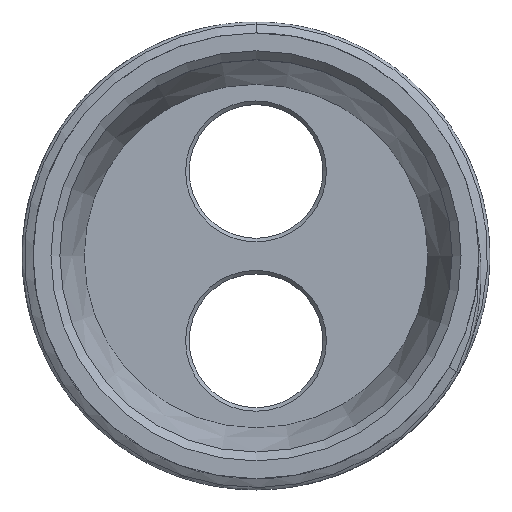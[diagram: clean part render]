
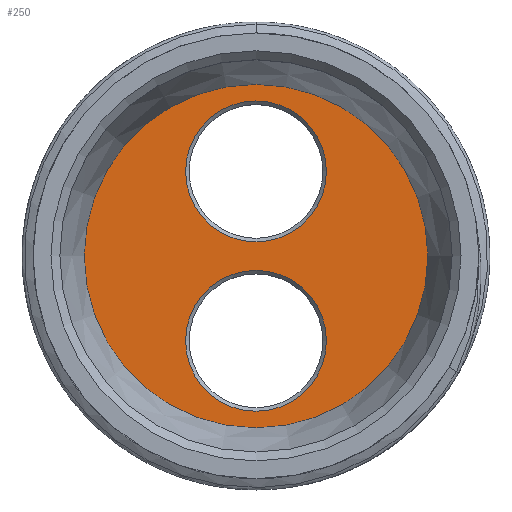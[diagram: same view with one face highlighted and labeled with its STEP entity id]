
A CAD part, top view. The second image highlights one B-rep face of the part: STEP entity #250.
In plain terms, the highlighted planar face has unit normal (0, 0, 1).
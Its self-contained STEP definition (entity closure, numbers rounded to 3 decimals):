
#94 = CONICAL_SURFACE('',#95,22.,0.349);
#95 = AXIS2_PLACEMENT_3D('',#96,#97,#98);
#96 = CARTESIAN_POINT('',(0.,0.,7.5));
#97 = DIRECTION('',(0.,0.,1.));
#98 = DIRECTION('',(1.,0.,0.));
#166 = VERTEX_POINT('',#167);
#167 = CARTESIAN_POINT('',(19.27,0.,0.));
#188 = EDGE_CURVE('',#166,#166,#189,.T.);
#189 = SURFACE_CURVE('',#190,(#195,#202),.PCURVE_S1.);
#190 = CIRCLE('',#191,19.27);
#191 = AXIS2_PLACEMENT_3D('',#192,#193,#194);
#192 = CARTESIAN_POINT('',(0.,0.,0.));
#193 = DIRECTION('',(0.,0.,-1.));
#194 = DIRECTION('',(1.,0.,0.));
#195 = PCURVE('',#94,#196);
#196 = DEFINITIONAL_REPRESENTATION('',(#197),#201);
#197 = LINE('',#198,#199);
#198 = CARTESIAN_POINT('',(-0.,-7.5));
#199 = VECTOR('',#200,1.);
#200 = DIRECTION('',(-1.,-0.));
#201 = ( GEOMETRIC_REPRESENTATION_CONTEXT(2) 
PARAMETRIC_REPRESENTATION_CONTEXT() REPRESENTATION_CONTEXT('2D SPACE',''
  ) );
#202 = PCURVE('',#203,#208);
#203 = PLANE('',#204);
#204 = AXIS2_PLACEMENT_3D('',#205,#206,#207);
#205 = CARTESIAN_POINT('',(0.,0.,0.));
#206 = DIRECTION('',(0.,0.,-1.));
#207 = DIRECTION('',(1.,0.,0.));
#208 = DEFINITIONAL_REPRESENTATION('',(#209),#213);
#209 = CIRCLE('',#210,19.27);
#210 = AXIS2_PLACEMENT_2D('',#211,#212);
#211 = CARTESIAN_POINT('',(0.,0.));
#212 = DIRECTION('',(1.,0.));
#213 = ( GEOMETRIC_REPRESENTATION_CONTEXT(2) 
PARAMETRIC_REPRESENTATION_CONTEXT() REPRESENTATION_CONTEXT('2D SPACE',''
  ) );
#250 = ADVANCED_FACE('',(#251,#286,#289),#203,.F.);
#251 = FACE_BOUND('',#252,.F.);
#252 = EDGE_LOOP('',(#253));
#253 = ORIENTED_EDGE('',*,*,#254,.T.);
#254 = EDGE_CURVE('',#255,#255,#257,.T.);
#255 = VERTEX_POINT('',#256);
#256 = CARTESIAN_POINT('',(-7.9,-9.5,0.));
#257 = SURFACE_CURVE('',#258,(#263,#274),.PCURVE_S1.);
#258 = CIRCLE('',#259,7.9);
#259 = AXIS2_PLACEMENT_3D('',#260,#261,#262);
#260 = CARTESIAN_POINT('',(0.,-9.5,0.));
#261 = DIRECTION('',(0.,0.,1.));
#262 = DIRECTION('',(-1.,0.,0.));
#263 = PCURVE('',#203,#264);
#264 = DEFINITIONAL_REPRESENTATION('',(#265),#273);
#265 = ( BOUNDED_CURVE() B_SPLINE_CURVE(2,(#266,#267,#268,#269,#270,#271
,#272),.UNSPECIFIED.,.T.,.F.) B_SPLINE_CURVE_WITH_KNOTS((1,2,2,2,2,1),(
    -2.094,0.,2.094,4.189,6.283,
8.378),.UNSPECIFIED.) CURVE() GEOMETRIC_REPRESENTATION_ITEM() 
RATIONAL_B_SPLINE_CURVE((1.,0.5,1.,0.5,1.,0.5,1.)) REPRESENTATION_ITEM(
  '') );
#266 = CARTESIAN_POINT('',(-7.9,9.5));
#267 = CARTESIAN_POINT('',(-7.9,23.183));
#268 = CARTESIAN_POINT('',(3.95,16.342));
#269 = CARTESIAN_POINT('',(15.8,9.5));
#270 = CARTESIAN_POINT('',(3.95,2.658));
#271 = CARTESIAN_POINT('',(-7.9,-4.183));
#272 = CARTESIAN_POINT('',(-7.9,9.5));
#273 = ( GEOMETRIC_REPRESENTATION_CONTEXT(2) 
PARAMETRIC_REPRESENTATION_CONTEXT() REPRESENTATION_CONTEXT('2D SPACE',''
  ) );
#274 = PCURVE('',#275,#280);
#275 = CONICAL_SURFACE('',#276,7.5,0.785);
#276 = AXIS2_PLACEMENT_3D('',#277,#278,#279);
#277 = CARTESIAN_POINT('',(0.,-9.5,-0.4));
#278 = DIRECTION('',(0.,0.,1.));
#279 = DIRECTION('',(-1.,0.,0.));
#280 = DEFINITIONAL_REPRESENTATION('',(#281),#285);
#281 = LINE('',#282,#283);
#282 = CARTESIAN_POINT('',(0.,0.4));
#283 = VECTOR('',#284,1.);
#284 = DIRECTION('',(1.,0.));
#285 = ( GEOMETRIC_REPRESENTATION_CONTEXT(2) 
PARAMETRIC_REPRESENTATION_CONTEXT() REPRESENTATION_CONTEXT('2D SPACE',''
  ) );
#286 = FACE_BOUND('',#287,.F.);
#287 = EDGE_LOOP('',(#288));
#288 = ORIENTED_EDGE('',*,*,#188,.T.);
#289 = FACE_BOUND('',#290,.F.);
#290 = EDGE_LOOP('',(#291));
#291 = ORIENTED_EDGE('',*,*,#292,.T.);
#292 = EDGE_CURVE('',#293,#293,#295,.T.);
#293 = VERTEX_POINT('',#294);
#294 = CARTESIAN_POINT('',(-7.9,9.5,0.));
#295 = SURFACE_CURVE('',#296,(#301,#312),.PCURVE_S1.);
#296 = CIRCLE('',#297,7.9);
#297 = AXIS2_PLACEMENT_3D('',#298,#299,#300);
#298 = CARTESIAN_POINT('',(0.,9.5,0.));
#299 = DIRECTION('',(0.,0.,1.));
#300 = DIRECTION('',(-1.,0.,0.));
#301 = PCURVE('',#203,#302);
#302 = DEFINITIONAL_REPRESENTATION('',(#303),#311);
#303 = ( BOUNDED_CURVE() B_SPLINE_CURVE(2,(#304,#305,#306,#307,#308,#309
,#310),.UNSPECIFIED.,.T.,.F.) B_SPLINE_CURVE_WITH_KNOTS((1,2,2,2,2,1),(
    -2.094,0.,2.094,4.189,6.283,
8.378),.UNSPECIFIED.) CURVE() GEOMETRIC_REPRESENTATION_ITEM() 
RATIONAL_B_SPLINE_CURVE((1.,0.5,1.,0.5,1.,0.5,1.)) REPRESENTATION_ITEM(
  '') );
#304 = CARTESIAN_POINT('',(-7.9,-9.5));
#305 = CARTESIAN_POINT('',(-7.9,4.183));
#306 = CARTESIAN_POINT('',(3.95,-2.658));
#307 = CARTESIAN_POINT('',(15.8,-9.5));
#308 = CARTESIAN_POINT('',(3.95,-16.342));
#309 = CARTESIAN_POINT('',(-7.9,-23.183));
#310 = CARTESIAN_POINT('',(-7.9,-9.5));
#311 = ( GEOMETRIC_REPRESENTATION_CONTEXT(2) 
PARAMETRIC_REPRESENTATION_CONTEXT() REPRESENTATION_CONTEXT('2D SPACE',''
  ) );
#312 = PCURVE('',#313,#318);
#313 = CONICAL_SURFACE('',#314,7.5,0.785);
#314 = AXIS2_PLACEMENT_3D('',#315,#316,#317);
#315 = CARTESIAN_POINT('',(0.,9.5,-0.4));
#316 = DIRECTION('',(0.,0.,1.));
#317 = DIRECTION('',(-1.,0.,0.));
#318 = DEFINITIONAL_REPRESENTATION('',(#319),#323);
#319 = LINE('',#320,#321);
#320 = CARTESIAN_POINT('',(0.,0.4));
#321 = VECTOR('',#322,1.);
#322 = DIRECTION('',(1.,0.));
#323 = ( GEOMETRIC_REPRESENTATION_CONTEXT(2) 
PARAMETRIC_REPRESENTATION_CONTEXT() REPRESENTATION_CONTEXT('2D SPACE',''
  ) );
